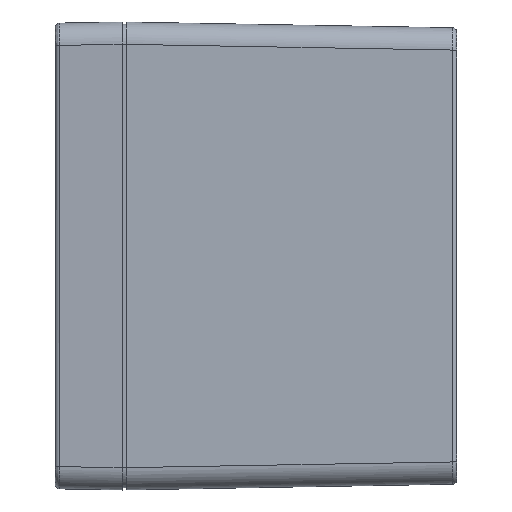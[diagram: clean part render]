
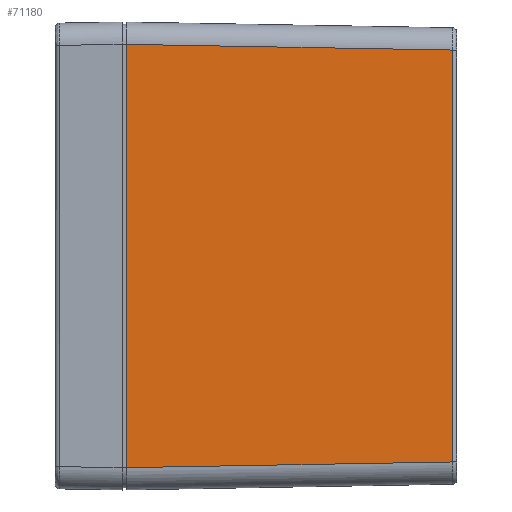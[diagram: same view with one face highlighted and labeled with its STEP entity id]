
A CAD part, left-side view. The second image highlights one B-rep face of the part: STEP entity #71180.
In plain terms, the highlighted planar face has unit normal (-1, -0.018, 0).
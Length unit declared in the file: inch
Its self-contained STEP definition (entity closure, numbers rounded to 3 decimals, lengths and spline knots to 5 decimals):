
#3061 = DIRECTION ( 'NONE',  ( 0.017, -1., 0.017 ) ) ;
#4378 = VERTEX_POINT ( 'NONE', #19624 ) ;
#4587 = EDGE_LOOP ( 'NONE', ( #68416, #17333, #24055, #100969 ) ) ;
#15291 = VECTOR ( 'NONE', #100393, 39.37008 ) ;
#17333 = ORIENTED_EDGE ( 'NONE', *, *, #66234, .T. ) ;
#18361 = CARTESIAN_POINT ( 'NONE',  ( -2.06624, -0.03937, -1.86942 ) ) ;
#19624 = CARTESIAN_POINT ( 'NONE',  ( -2.06624, -0.03937, -1.86942 ) ) ;
#20724 = DIRECTION ( 'NONE',  ( -1., -0.017, 0. ) ) ;
#23770 = VECTOR ( 'NONE', #99488, 39.37008 ) ;
#24055 = ORIENTED_EDGE ( 'NONE', *, *, #61904, .F. ) ;
#25034 = CARTESIAN_POINT ( 'NONE',  ( -2.016, -2.91801, 1.81917 ) ) ;
#28218 = LINE ( 'NONE', #45108, #32236 ) ;
#28380 = CARTESIAN_POINT ( 'NONE',  ( -2.06693, 0., -2.06693 ) ) ;
#32236 = VECTOR ( 'NONE', #94878, 39.37008 ) ;
#34470 = EDGE_CURVE ( 'NONE', #100761, #4378, #43162, .T. ) ;
#34971 = CARTESIAN_POINT ( 'NONE',  ( -2.06624, -0.03937, -2.06693 ) ) ;
#40446 = AXIS2_PLACEMENT_3D ( 'NONE', #28380, #20724, #88447 ) ;
#43162 = LINE ( 'NONE', #34971, #23770 ) ;
#45108 = CARTESIAN_POINT ( 'NONE',  ( -2.016, -2.91801, 1.81917 ) ) ;
#49062 = LINE ( 'NONE', #58746, #15291 ) ;
#58746 = CARTESIAN_POINT ( 'NONE',  ( -2.016, -2.91801, -1.03346 ) ) ;
#61904 = EDGE_CURVE ( 'NONE', #94243, #91870, #49062, .T. ) ;
#66234 = EDGE_CURVE ( 'NONE', #4378, #91870, #78313, .T. ) ;
#68416 = ORIENTED_EDGE ( 'NONE', *, *, #34470, .T. ) ;
#70571 = CARTESIAN_POINT ( 'NONE',  ( -2.016, -2.91801, -1.81917 ) ) ;
#71180 = ADVANCED_FACE ( 'NONE', ( #93411 ), #102108, .T. ) ;
#78313 = LINE ( 'NONE', #18361, #83935 ) ;
#81123 = CARTESIAN_POINT ( 'NONE',  ( -2.06624, -0.03937, 1.86942 ) ) ;
#83935 = VECTOR ( 'NONE', #3061, 39.37008 ) ;
#88447 = DIRECTION ( 'NONE',  ( 0.017, -1., 0. ) ) ;
#91870 = VERTEX_POINT ( 'NONE', #70571 ) ;
#92293 = EDGE_CURVE ( 'NONE', #94243, #100761, #28218, .T. ) ;
#93411 = FACE_OUTER_BOUND ( 'NONE', #4587, .T. ) ;
#94243 = VERTEX_POINT ( 'NONE', #25034 ) ;
#94878 = DIRECTION ( 'NONE',  ( -0.017, 1., 0.017 ) ) ;
#99488 = DIRECTION ( 'NONE',  ( 0., 0., -1. ) ) ;
#100393 = DIRECTION ( 'NONE',  ( 0., 0., -1. ) ) ;
#100761 = VERTEX_POINT ( 'NONE', #81123 ) ;
#100969 = ORIENTED_EDGE ( 'NONE', *, *, #92293, .T. ) ;
#102108 = PLANE ( 'NONE',  #40446 ) ;
